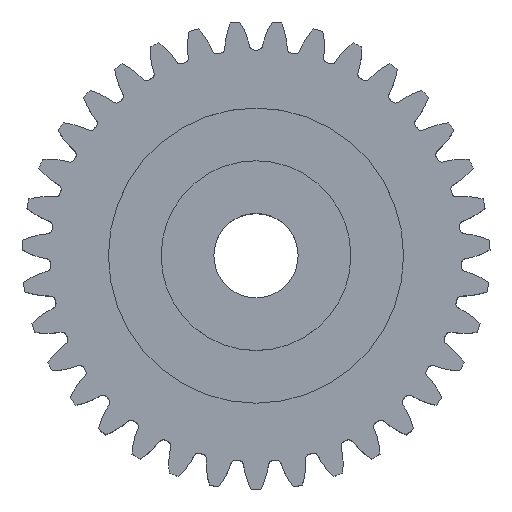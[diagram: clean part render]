
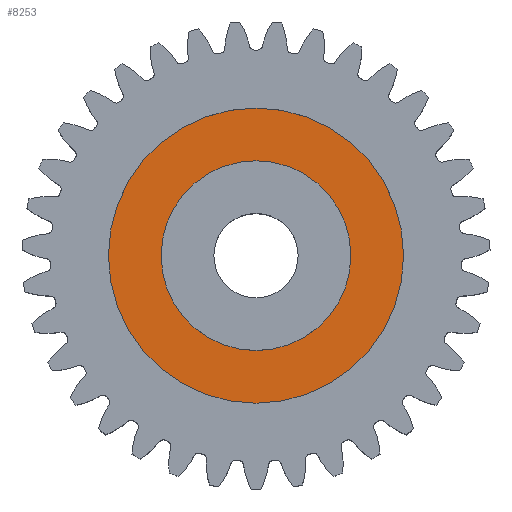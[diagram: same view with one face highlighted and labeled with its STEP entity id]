
A CAD part, top view. The second image highlights one B-rep face of the part: STEP entity #8253.
In plain terms, the highlighted planar face has unit normal (0, 0, 1).
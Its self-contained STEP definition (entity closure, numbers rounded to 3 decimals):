
#3015 = FACE_OUTER_BOUND ( 'NONE', #8334, .T. ) ;
#3042 = CARTESIAN_POINT ( 'NONE',  ( 0., 0., 7.75 ) ) ;
#3080 = FACE_BOUND ( 'NONE', #8297, .T. ) ;
#3086 = DIRECTION ( 'NONE',  ( 0., 0., -1. ) ) ;
#3092 = DIRECTION ( 'NONE',  ( -1., 0., 0. ) ) ;
#3094 = AXIS2_PLACEMENT_3D ( 'NONE', #3042, #3086, #3092 ) ;
#3103 = PLANE ( 'NONE',  #3094 ) ;
#3112 = DIRECTION ( 'NONE',  ( 0., 0., -1. ) ) ;
#3132 = DIRECTION ( 'NONE',  ( -1., 0., 0. ) ) ;
#3133 = AXIS2_PLACEMENT_3D ( 'NONE', #3135, #3112, #3132 ) ;
#3135 = CARTESIAN_POINT ( 'NONE',  ( 0., 0., 7.75 ) ) ;
#3171 = CIRCLE ( 'NONE', #3133, 9. ) ;
#3176 = AXIS2_PLACEMENT_3D ( 'NONE', #3190, #3236, #3235 ) ;
#3184 = CIRCLE ( 'NONE', #3176, 14. ) ;
#3190 = CARTESIAN_POINT ( 'NONE',  ( 0., 0., 7.75 ) ) ;
#3235 = DIRECTION ( 'NONE',  ( -1., 0., 0. ) ) ;
#3236 = DIRECTION ( 'NONE',  ( 0., 0., -1. ) ) ;
#4349 = CIRCLE ( 'NONE', #4399, 9. ) ;
#4378 = CARTESIAN_POINT ( 'NONE',  ( 14., 0., 7.75 ) ) ;
#4399 = AXIS2_PLACEMENT_3D ( 'NONE', #4422, #4421, #4420 ) ;
#4420 = DIRECTION ( 'NONE',  ( -1., 0., 0. ) ) ;
#4421 = DIRECTION ( 'NONE',  ( 0., 0., -1. ) ) ;
#4422 = CARTESIAN_POINT ( 'NONE',  ( 0., 0., 7.75 ) ) ;
#4443 = CARTESIAN_POINT ( 'NONE',  ( 9., 0., 7.75 ) ) ;
#4495 = CARTESIAN_POINT ( 'NONE',  ( -9., 0., 7.75 ) ) ;
#4685 = CARTESIAN_POINT ( 'NONE',  ( -14., 0., 7.75 ) ) ;
#4742 = CARTESIAN_POINT ( 'NONE',  ( 0., 0., 7.75 ) ) ;
#4818 = DIRECTION ( 'NONE',  ( -1., 0., 0. ) ) ;
#4820 = DIRECTION ( 'NONE',  ( 0., 0., -1. ) ) ;
#4846 = AXIS2_PLACEMENT_3D ( 'NONE', #4742, #4820, #4818 ) ;
#4867 = CIRCLE ( 'NONE', #4846, 14. ) ;
#5639 = VERTEX_POINT ( 'NONE', #4378 ) ;
#5649 = VERTEX_POINT ( 'NONE', #4443 ) ;
#5666 = EDGE_CURVE ( 'NONE', #5691, #5649, #4349, .T. ) ;
#5691 = VERTEX_POINT ( 'NONE', #4495 ) ;
#5835 = VERTEX_POINT ( 'NONE', #4685 ) ;
#5854 = EDGE_CURVE ( 'NONE', #5639, #5835, #4867, .T. ) ;
#8253 = ADVANCED_FACE ( 'NONE', ( #3080, #3015 ), #3103, .F. ) ;
#8256 = ORIENTED_EDGE ( 'NONE', *, *, #5666, .T. ) ;
#8257 = ORIENTED_EDGE ( 'NONE', *, *, #5854, .F. ) ;
#8258 = ORIENTED_EDGE ( 'NONE', *, *, #8290, .T. ) ;
#8290 = EDGE_CURVE ( 'NONE', #5649, #5691, #3171, .T. ) ;
#8297 = EDGE_LOOP ( 'NONE', ( #8256, #8258 ) ) ;
#8334 = EDGE_LOOP ( 'NONE', ( #8335, #8257 ) ) ;
#8335 = ORIENTED_EDGE ( 'NONE', *, *, #8340, .F. ) ;
#8340 = EDGE_CURVE ( 'NONE', #5835, #5639, #3184, .T. ) ;
